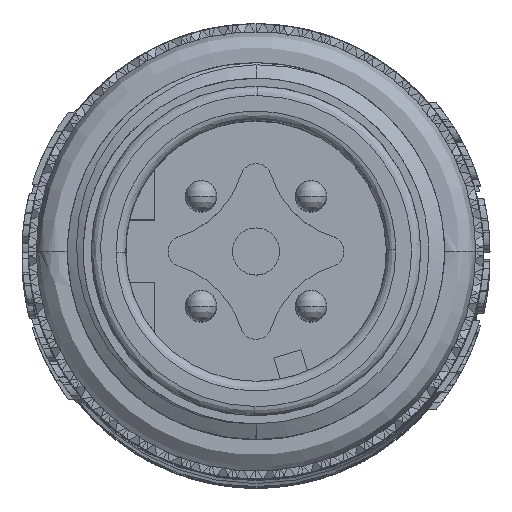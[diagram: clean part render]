
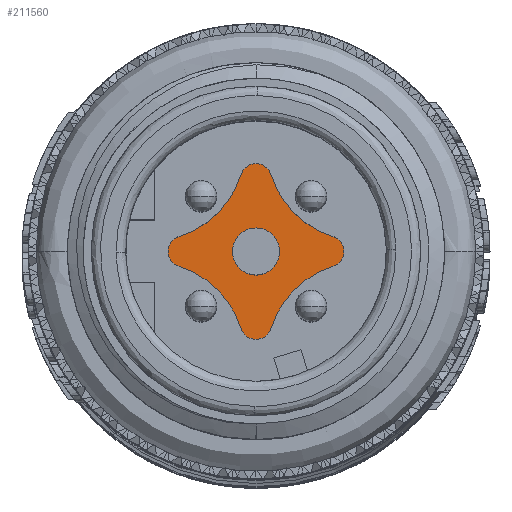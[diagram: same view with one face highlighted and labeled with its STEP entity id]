
A CAD part, top view. The second image highlights one B-rep face of the part: STEP entity #211560.
In plain terms, the highlighted face is planar.
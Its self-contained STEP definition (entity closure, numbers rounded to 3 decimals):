
#7333 = CARTESIAN_POINT ( 'NONE',  ( 2.449, 0.477, -3.5 ) ) ;
#9894 = VERTEX_POINT ( 'NONE', #184187 ) ;
#10972 = ORIENTED_EDGE ( 'NONE', *, *, #226670, .T. ) ;
#15323 = FACE_BOUND ( 'NONE', #167502, .T. ) ;
#19484 = EDGE_CURVE ( 'NONE', #198028, #63264, #51518, .T. ) ;
#20614 = DIRECTION ( 'NONE',  ( 0., 0., -1. ) ) ;
#20988 = DIRECTION ( 'NONE',  ( -1., 0., 0. ) ) ;
#23349 = CARTESIAN_POINT ( 'NONE',  ( -3.341, -3.341, -3.5 ) ) ;
#23392 = VERTEX_POINT ( 'NONE', #7333 ) ;
#24676 = DIRECTION ( 'NONE',  ( 0., 0., 1. ) ) ;
#26050 = AXIS2_PLACEMENT_3D ( 'NONE', #270234, #58716, #78366 ) ;
#27219 = CARTESIAN_POINT ( 'NONE',  ( 0., 2.3, -3.5 ) ) ;
#28485 = CARTESIAN_POINT ( 'NONE',  ( 0.477, -2.449, -3.5 ) ) ;
#30037 = DIRECTION ( 'NONE',  ( -1., 0., 0. ) ) ;
#31768 = DIRECTION ( 'NONE',  ( 0., 0., -1. ) ) ;
#34984 = ORIENTED_EDGE ( 'NONE', *, *, #182664, .T. ) ;
#37550 = CIRCLE ( 'NONE', #26050, 3. ) ;
#46071 = CARTESIAN_POINT ( 'NONE',  ( 2.449, -0.477, -3.5 ) ) ;
#47035 = VERTEX_POINT ( 'NONE', #200167 ) ;
#48644 = DIRECTION ( 'NONE',  ( 0., 0., -1. ) ) ;
#51518 = CIRCLE ( 'NONE', #227499, 0.5 ) ;
#51590 = EDGE_LOOP ( 'NONE', ( #223094, #145191, #178571, #60414, #159951, #10972, #120293, #256015, #191778 ) ) ;
#55118 = DIRECTION ( 'NONE',  ( -1., 0., 0. ) ) ;
#55760 = DIRECTION ( 'NONE',  ( -1., 0., 0. ) ) ;
#58259 = AXIS2_PLACEMENT_3D ( 'NONE', #72331, #222162, #135637 ) ;
#58716 = DIRECTION ( 'NONE',  ( 0., 0., -1. ) ) ;
#59999 = CARTESIAN_POINT ( 'NONE',  ( 0., 0., -3.5 ) ) ;
#60414 = ORIENTED_EDGE ( 'NONE', *, *, #19484, .T. ) ;
#63264 = VERTEX_POINT ( 'NONE', #155573 ) ;
#72331 = CARTESIAN_POINT ( 'NONE',  ( -2.3, 0., -3.5 ) ) ;
#73519 = CIRCLE ( 'NONE', #250100, 0.75 ) ;
#75552 = DIRECTION ( 'NONE',  ( -1., 0., 0. ) ) ;
#76993 = EDGE_CURVE ( 'NONE', #198028, #98936, #37550, .T. ) ;
#78315 = VERTEX_POINT ( 'NONE', #256259 ) ;
#78366 = DIRECTION ( 'NONE',  ( -1., 0., 0. ) ) ;
#80602 = AXIS2_PLACEMENT_3D ( 'NONE', #129288, #86487, #170188 ) ;
#86487 = DIRECTION ( 'NONE',  ( 0., 0., -1. ) ) ;
#87648 = DIRECTION ( 'NONE',  ( 0., 0., -1. ) ) ;
#88842 = EDGE_CURVE ( 'NONE', #233250, #174118, #255673, .T. ) ;
#95644 = CARTESIAN_POINT ( 'NONE',  ( 2.3, 0., -3.5 ) ) ;
#98936 = VERTEX_POINT ( 'NONE', #46071 ) ;
#100110 = DIRECTION ( 'NONE',  ( -1., 0., 0. ) ) ;
#105558 = CARTESIAN_POINT ( 'NONE',  ( -2.449, 0.477, -3.5 ) ) ;
#119045 = CARTESIAN_POINT ( 'NONE',  ( 3.341, 3.341, -3.5 ) ) ;
#120267 = VERTEX_POINT ( 'NONE', #143571 ) ;
#120293 = ORIENTED_EDGE ( 'NONE', *, *, #234862, .T. ) ;
#121299 = CARTESIAN_POINT ( 'NONE',  ( -0.75, 0., -3.5 ) ) ;
#126193 = CIRCLE ( 'NONE', #58259, 0.5 ) ;
#129288 = CARTESIAN_POINT ( 'NONE',  ( 0., 0., -3.5 ) ) ;
#130497 = AXIS2_PLACEMENT_3D ( 'NONE', #172335, #20614, #191956 ) ;
#132870 = EDGE_CURVE ( 'NONE', #23392, #47035, #150821, .T. ) ;
#135637 = DIRECTION ( 'NONE',  ( -1., 0., 0. ) ) ;
#137387 = CIRCLE ( 'NONE', #260234, 0.5 ) ;
#141346 = VERTEX_POINT ( 'NONE', #105558 ) ;
#143571 = CARTESIAN_POINT ( 'NONE',  ( -2.8, 0., -3.5 ) ) ;
#145191 = ORIENTED_EDGE ( 'NONE', *, *, #215406, .T. ) ;
#148851 = PLANE ( 'NONE',  #80602 ) ;
#150821 = CIRCLE ( 'NONE', #248429, 3. ) ;
#155573 = CARTESIAN_POINT ( 'NONE',  ( -0.477, -2.449, -3.5 ) ) ;
#159951 = ORIENTED_EDGE ( 'NONE', *, *, #235877, .F. ) ;
#161289 = CARTESIAN_POINT ( 'NONE',  ( -3.341, 3.341, -3.5 ) ) ;
#167502 = EDGE_LOOP ( 'NONE', ( #34984, #203724 ) ) ;
#170188 = DIRECTION ( 'NONE',  ( -1., 0., 0. ) ) ;
#172335 = CARTESIAN_POINT ( 'NONE',  ( -2.3, 0., -3.5 ) ) ;
#174118 = VERTEX_POINT ( 'NONE', #121299 ) ;
#174580 = CIRCLE ( 'NONE', #130497, 0.5 ) ;
#178571 = ORIENTED_EDGE ( 'NONE', *, *, #76993, .F. ) ;
#178895 = CARTESIAN_POINT ( 'NONE',  ( 0., -2.3, -3.5 ) ) ;
#179677 = AXIS2_PLACEMENT_3D ( 'NONE', #95644, #224145, #225075 ) ;
#182664 = EDGE_CURVE ( 'NONE', #174118, #233250, #73519, .T. ) ;
#183727 = CIRCLE ( 'NONE', #179677, 0.5 ) ;
#184187 = CARTESIAN_POINT ( 'NONE',  ( -0.477, 2.449, -3.5 ) ) ;
#186300 = CIRCLE ( 'NONE', #191668, 3. ) ;
#191668 = AXIS2_PLACEMENT_3D ( 'NONE', #161289, #202383, #55118 ) ;
#191778 = ORIENTED_EDGE ( 'NONE', *, *, #230115, .T. ) ;
#191956 = DIRECTION ( 'NONE',  ( -1., 0., 0. ) ) ;
#193045 = CARTESIAN_POINT ( 'NONE',  ( 0.75, 0., -3.5 ) ) ;
#195619 = DIRECTION ( 'NONE',  ( -1., 0., 0. ) ) ;
#198028 = VERTEX_POINT ( 'NONE', #28485 ) ;
#200167 = CARTESIAN_POINT ( 'NONE',  ( 0.477, 2.449, -3.5 ) ) ;
#202383 = DIRECTION ( 'NONE',  ( 0., 0., -1. ) ) ;
#203724 = ORIENTED_EDGE ( 'NONE', *, *, #88842, .T. ) ;
#211560 = ADVANCED_FACE ( 'NONE', ( #15323, #212060 ), #148851, .T. ) ;
#212060 = FACE_OUTER_BOUND ( 'NONE', #51590, .T. ) ;
#215406 = EDGE_CURVE ( 'NONE', #23392, #98936, #183727, .T. ) ;
#218988 = CIRCLE ( 'NONE', #270876, 3. ) ;
#222162 = DIRECTION ( 'NONE',  ( 0., 0., -1. ) ) ;
#223094 = ORIENTED_EDGE ( 'NONE', *, *, #132870, .F. ) ;
#224145 = DIRECTION ( 'NONE',  ( 0., 0., -1. ) ) ;
#225075 = DIRECTION ( 'NONE',  ( -1., 0., 0. ) ) ;
#226670 = EDGE_CURVE ( 'NONE', #78315, #120267, #174580, .T. ) ;
#227499 = AXIS2_PLACEMENT_3D ( 'NONE', #178895, #31768, #75552 ) ;
#229634 = AXIS2_PLACEMENT_3D ( 'NONE', #59999, #251803, #100110 ) ;
#230115 = EDGE_CURVE ( 'NONE', #9894, #47035, #137387, .T. ) ;
#233250 = VERTEX_POINT ( 'NONE', #193045 ) ;
#233436 = EDGE_CURVE ( 'NONE', #9894, #141346, #186300, .T. ) ;
#234862 = EDGE_CURVE ( 'NONE', #120267, #141346, #126193, .T. ) ;
#235877 = EDGE_CURVE ( 'NONE', #78315, #63264, #218988, .T. ) ;
#248429 = AXIS2_PLACEMENT_3D ( 'NONE', #119045, #268111, #55760 ) ;
#250100 = AXIS2_PLACEMENT_3D ( 'NONE', #258428, #24676, #20988 ) ;
#251803 = DIRECTION ( 'NONE',  ( 0., 0., 1. ) ) ;
#255673 = CIRCLE ( 'NONE', #229634, 0.75 ) ;
#256015 = ORIENTED_EDGE ( 'NONE', *, *, #233436, .F. ) ;
#256259 = CARTESIAN_POINT ( 'NONE',  ( -2.449, -0.477, -3.5 ) ) ;
#258428 = CARTESIAN_POINT ( 'NONE',  ( 0., 0., -3.5 ) ) ;
#260234 = AXIS2_PLACEMENT_3D ( 'NONE', #27219, #48644, #30037 ) ;
#268111 = DIRECTION ( 'NONE',  ( 0., 0., -1. ) ) ;
#270234 = CARTESIAN_POINT ( 'NONE',  ( 3.341, -3.341, -3.5 ) ) ;
#270876 = AXIS2_PLACEMENT_3D ( 'NONE', #23349, #87648, #195619 ) ;
